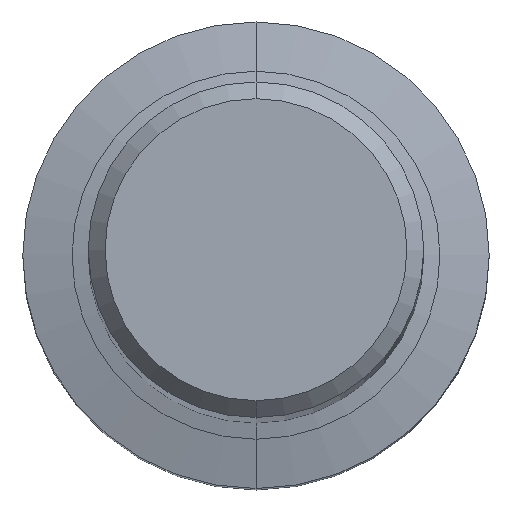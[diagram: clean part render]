
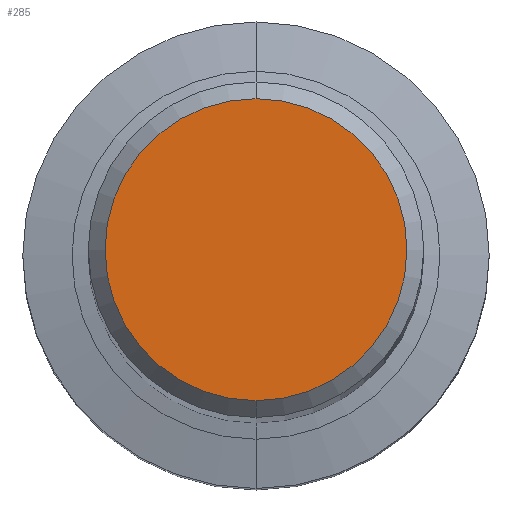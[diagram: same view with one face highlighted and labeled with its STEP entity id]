
A CAD part, top view. The second image highlights one B-rep face of the part: STEP entity #285.
In plain terms, the highlighted planar face has unit normal (0, 0, 1).
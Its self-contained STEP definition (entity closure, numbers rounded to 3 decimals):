
#285=ADVANCED_FACE('',(#651),#652,.T.);
#341=EDGE_CURVE('',#417,#435,#711,.T.);
#417=VERTEX_POINT('',#792);
#419=EDGE_CURVE('',#435,#417,#794,.T.);
#435=VERTEX_POINT('',#812);
#651=FACE_OUTER_BOUND('',#1102,.T.);
#652=PLANE('',#1103);
#711=CIRCLE('',#1223,3.6);
#792=CARTESIAN_POINT('',(0.,-3.6,0.0));
#794=CIRCLE('',#1385,3.6);
#812=CARTESIAN_POINT('',(0.0,3.6,0.0));
#1102=EDGE_LOOP('',(#1776,#1777));
#1103=AXIS2_PLACEMENT_3D('',#1778,#1779,#1780);
#1223=AXIS2_PLACEMENT_3D('',#1828,#1829,#1830);
#1385=AXIS2_PLACEMENT_3D('',#1909,#1910,#1911);
#1776=ORIENTED_EDGE('',*,*,#419,.F.);
#1777=ORIENTED_EDGE('',*,*,#341,.F.);
#1778=CARTESIAN_POINT('',(0.0,1.8,0.0));
#1779=DIRECTION('',(-0.0,0.0,1.0));
#1780=DIRECTION('',(0.0,-1.0,0.0));
#1828=CARTESIAN_POINT('',(0.0,0.0,0.0));
#1829=DIRECTION('',(0.0,0.0,-1.0));
#1830=DIRECTION('',(0.0,1.0,0.0));
#1909=CARTESIAN_POINT('',(0.0,0.0,0.0));
#1910=DIRECTION('',(0.0,0.0,-1.0));
#1911=DIRECTION('',(0.0,1.0,0.0));
